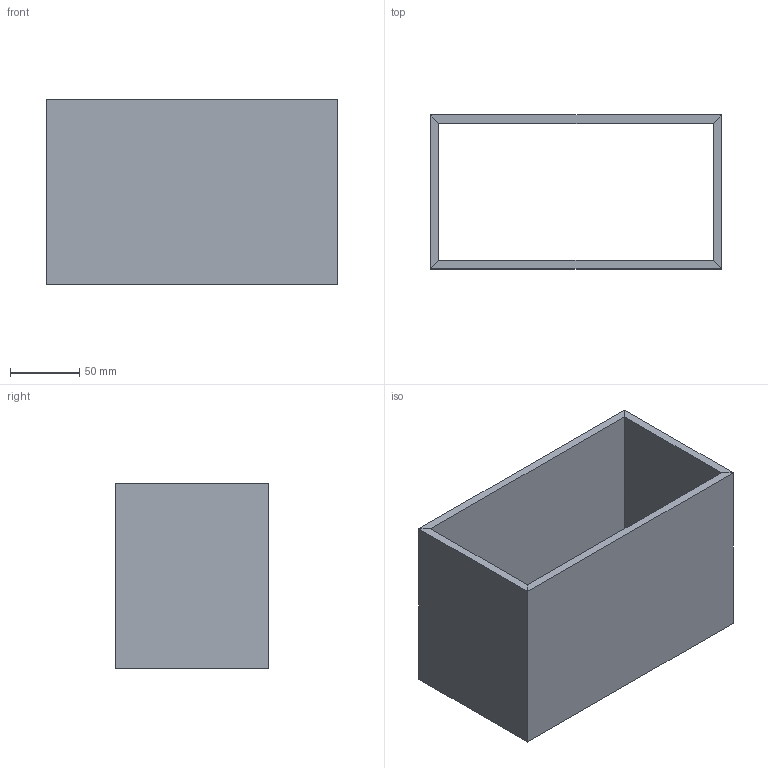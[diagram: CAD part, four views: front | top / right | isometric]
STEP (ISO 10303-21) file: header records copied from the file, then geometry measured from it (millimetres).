
FILE_DESCRIPTION (( 'STEP AP214' ), '1' );
FILE_NAME ('UberRadio.STEP', '2020-04-05T22:02:51', ( '' ), ( '' ), 'SwSTEP 2.0', 'SolidWorks 2019', '' );
FILE_SCHEMA (( 'AUTOMOTIVE_DESIGN' ));
Length unit declared in the file: metre
Products named in the file (5): UberRadio; UberRadio_Left_Side; UberRadio_Top; UberRadio_Bottom; UberRadio_Right_Side
Assembly tree (4 placements, depth 2):
  UberRadio
    UberRadio_Bottom
    UberRadio_Left_Side
    UberRadio_Right_Side
    UberRadio_Top
Bounding box: 210 x 111 x 133 mm (x, y, z)
Volume: 493164 mm3; surface area: 180832.3 mm2
Topology: 4 solids, 4 shells, 24 faces, 48 edges, 32 vertices
Faces by surface type: plane 24
Entity records: 810 total; most frequent: CARTESIAN_POINT 111, DIRECTION 110, ORIENTED_EDGE 96, EDGE_CURVE 48, VECTOR 48, LINE 48, VERTEX_POINT 32, AXIS2_PLACEMENT_3D 31
